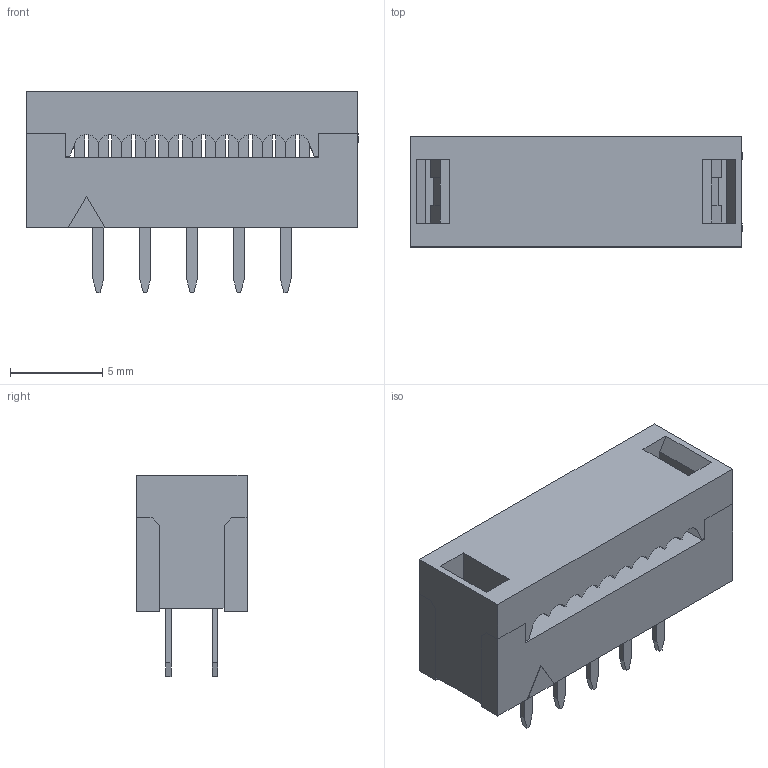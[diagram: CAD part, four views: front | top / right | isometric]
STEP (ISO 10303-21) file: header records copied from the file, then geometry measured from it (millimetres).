
FILE_DESCRIPTION(('STEP AP214'), '1');
FILE_NAME('DS1018-106B', '2016-10-13T18:24:50', ('Nobody'), (''), 'ASCON STEP Converter 1.3', 'ASCON Math Kernel', '');
FILE_SCHEMA(('AUTOMOTIVE_DESIGN { 1 0 10303 214 3 1 1}'));
Length unit declared in the file: millimetre
Bounding box: 18 x 6.03 x 10.9 mm (x, y, z)
Volume: 656.5 mm3; surface area: 1230.3 mm2
Topology: 12 solids, 12 shells, 367 faces, 1017 edges, 672 vertices
Faces by surface type: plane 347, cylinder 20
Entity records: 14551 total; most frequent: CARTESIAN_POINT 2057, ORIENTED_EDGE 2034, DIRECTION 1803, EDGE_CURVE 1017, LINE 967, VECTOR 967, VERTEX_POINT 672, AXIS2_PLACEMENT_3D 418
